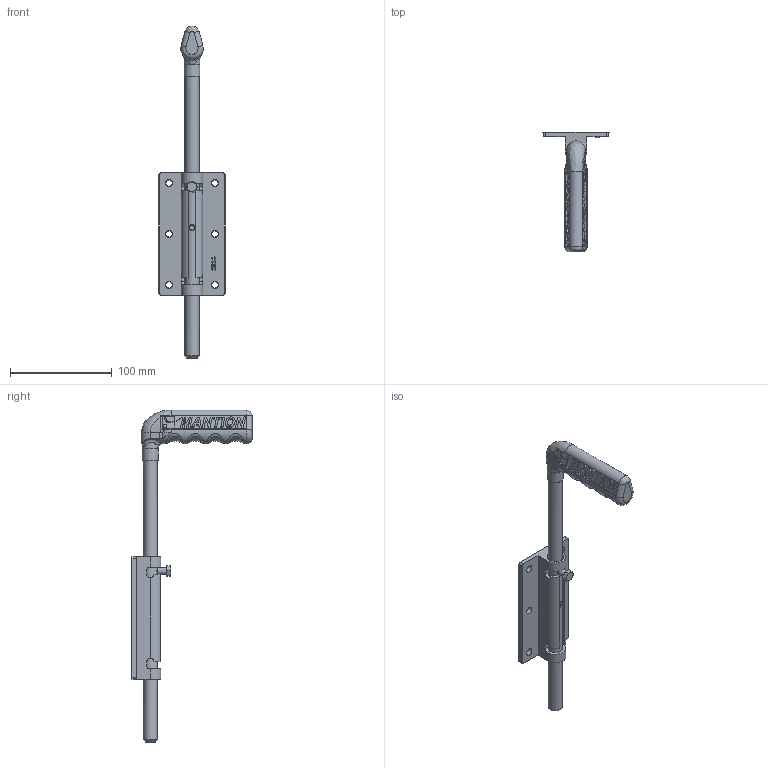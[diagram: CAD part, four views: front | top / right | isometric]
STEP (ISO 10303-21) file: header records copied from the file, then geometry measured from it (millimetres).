
FILE_DESCRIPTION(/* description */ ('Canne verrou Ø14mm'),/* implementation_level */ '2;1');
FILE_NAME(/* name */ '1314.stp',/* time_stamp */ '2019-04-25T09:54:58+02:00',/* author */ ('DBARI'),/* organization */ (''),/* preprocessor_version */ 'ST-DEVELOPER v17.2',/* originating_system */ 'Autodesk Inventor 2019',/* authorisation */ '');
FILE_SCHEMA (('AUTOMOTIVE_DESIGN { 1 0 10303 214 3 1 1 }'));
Length unit declared in the file: centimetre
Products named in the file (5): 1314; 15870; 23595; 21378; 23593
Assembly tree (4 placements, depth 2):
  1314
    15870
    23595
    21378
    23593
Bounding box: 65 x 118 x 326 mm (x, y, z)
Volume: 146655.6 mm3; surface area: 64376.8 mm2
Topology: 4 solids, 4 shells, 458 faces, 1226 edges, 800 vertices
Faces by surface type: plane 263, bspline 83, cylinder 82, cone 14, torus 12, sphere 4
Full cylindrical faces by diameter (mm): 2 x2, 3.759 x2, 4.917 x2, 6 x7, 6.5 x1, 14 x4, 14.2 x1, 15.5 x1
Entity records: 19532 total; most frequent: CARTESIAN_POINT 8359, ORIENTED_EDGE 2448, DIRECTION 1956, EDGE_CURVE 1224, VERTEX_POINT 802, LINE 764, VECTOR 764, AXIS2_PLACEMENT_3D 596
